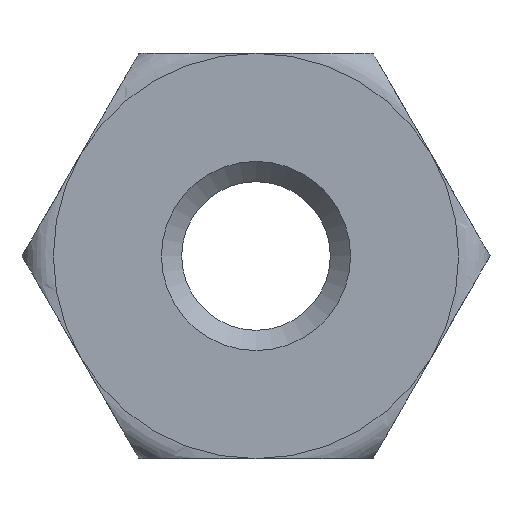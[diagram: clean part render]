
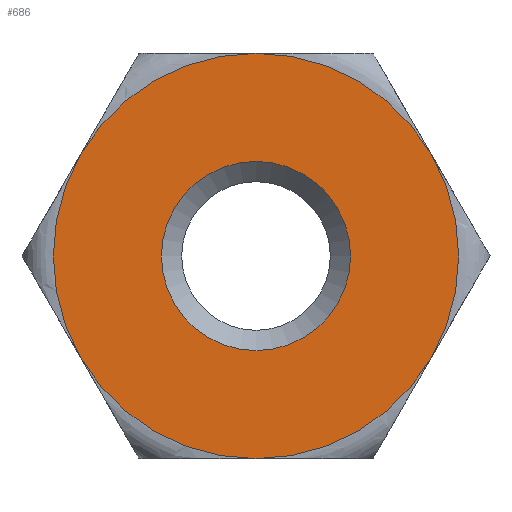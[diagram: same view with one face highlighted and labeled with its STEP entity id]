
A CAD part, front view. The second image highlights one B-rep face of the part: STEP entity #686.
In plain terms, the highlighted planar face has unit normal (0, -1, 0).
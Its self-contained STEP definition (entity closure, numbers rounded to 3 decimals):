
#3 = EDGE_CURVE ( 'NONE', #776, #249, #554, .T. ) ;
#29 = CARTESIAN_POINT ( 'NONE',  ( 0., -0.6, 0. ) ) ;
#32 = ORIENTED_EDGE ( 'NONE', *, *, #177, .T. ) ;
#35 = CARTESIAN_POINT ( 'NONE',  ( 0., -0.6, 0. ) ) ;
#54 = CARTESIAN_POINT ( 'NONE',  ( -1.299, -0.6, 0.75 ) ) ;
#57 = AXIS2_PLACEMENT_3D ( 'NONE', #157, #221, #494 ) ;
#58 = DIRECTION ( 'NONE',  ( 0., 1., 0. ) ) ;
#74 = DIRECTION ( 'NONE',  ( 1., 0., 0. ) ) ;
#80 = DIRECTION ( 'NONE',  ( 1., 0., 0. ) ) ;
#95 = DIRECTION ( 'NONE',  ( 0., 0., 1. ) ) ;
#98 = DIRECTION ( 'NONE',  ( 0., 1., 0. ) ) ;
#100 = ORIENTED_EDGE ( 'NONE', *, *, #438, .F. ) ;
#111 = EDGE_LOOP ( 'NONE', ( #32 ) ) ;
#117 = CIRCLE ( 'NONE', #57, 1.5 ) ;
#127 = AXIS2_PLACEMENT_3D ( 'NONE', #35, #559, #823 ) ;
#139 = DIRECTION ( 'NONE',  ( 0., 1., 0. ) ) ;
#141 = DIRECTION ( 'NONE',  ( 1., 0., 0. ) ) ;
#146 = CARTESIAN_POINT ( 'NONE',  ( 0., -0.6, 0. ) ) ;
#157 = CARTESIAN_POINT ( 'NONE',  ( 0., -0.6, 0. ) ) ;
#160 = CARTESIAN_POINT ( 'NONE',  ( 0., -0.6, -1.5 ) ) ;
#165 = CARTESIAN_POINT ( 'NONE',  ( 0., -0.6, 0. ) ) ;
#177 = EDGE_CURVE ( 'NONE', #822, #822, #623, .T. ) ;
#212 = VERTEX_POINT ( 'NONE', #501 ) ;
#215 = PLANE ( 'NONE',  #127 ) ;
#217 = AXIS2_PLACEMENT_3D ( 'NONE', #165, #98, #95 ) ;
#221 = DIRECTION ( 'NONE',  ( 0., 1., 0. ) ) ;
#227 = CARTESIAN_POINT ( 'NONE',  ( 0., -0.6, 0.7 ) ) ;
#235 = ORIENTED_EDGE ( 'NONE', *, *, #732, .F. ) ;
#238 = AXIS2_PLACEMENT_3D ( 'NONE', #802, #795, #80 ) ;
#249 = VERTEX_POINT ( 'NONE', #750 ) ;
#257 = VERTEX_POINT ( 'NONE', #54 ) ;
#276 = ORIENTED_EDGE ( 'NONE', *, *, #536, .F. ) ;
#312 = ORIENTED_EDGE ( 'NONE', *, *, #3, .F. ) ;
#326 = CARTESIAN_POINT ( 'NONE',  ( 0., -0.6, 0. ) ) ;
#384 = EDGE_CURVE ( 'NONE', #711, #257, #773, .T. ) ;
#414 = DIRECTION ( 'NONE',  ( 0., 1., 0. ) ) ;
#420 = CIRCLE ( 'NONE', #816, 1.5 ) ;
#432 = FACE_BOUND ( 'NONE', #111, .T. ) ;
#438 = EDGE_CURVE ( 'NONE', #212, #801, #607, .T. ) ;
#457 = EDGE_CURVE ( 'NONE', #249, #212, #571, .T. ) ;
#476 = DIRECTION ( 'NONE',  ( 0., 1., 0. ) ) ;
#487 = AXIS2_PLACEMENT_3D ( 'NONE', #524, #58, #74 ) ;
#494 = DIRECTION ( 'NONE',  ( -1., 0., 0. ) ) ;
#501 = CARTESIAN_POINT ( 'NONE',  ( 1.299, -0.6, -0.75 ) ) ;
#507 = CARTESIAN_POINT ( 'NONE',  ( 0., -0.6, 1.5 ) ) ;
#513 = ORIENTED_EDGE ( 'NONE', *, *, #457, .F. ) ;
#524 = CARTESIAN_POINT ( 'NONE',  ( 0., -0.6, 0. ) ) ;
#532 = DIRECTION ( 'NONE',  ( 1., 0., 0. ) ) ;
#536 = EDGE_CURVE ( 'NONE', #801, #711, #420, .T. ) ;
#554 = CIRCLE ( 'NONE', #570, 1.5 ) ;
#555 = CARTESIAN_POINT ( 'NONE',  ( -1.299, -0.6, -0.75 ) ) ;
#559 = DIRECTION ( 'NONE',  ( 0., 1., 0. ) ) ;
#570 = AXIS2_PLACEMENT_3D ( 'NONE', #146, #414, #532 ) ;
#571 = CIRCLE ( 'NONE', #238, 1.5 ) ;
#607 = CIRCLE ( 'NONE', #692, 1.5 ) ;
#623 = CIRCLE ( 'NONE', #217, 0.7 ) ;
#665 = DIRECTION ( 'NONE',  ( 1., 0., 0. ) ) ;
#686 = ADVANCED_FACE ( 'NONE', ( #432, #687 ), #215, .F. ) ;
#687 = FACE_OUTER_BOUND ( 'NONE', #721, .T. ) ;
#692 = AXIS2_PLACEMENT_3D ( 'NONE', #29, #139, #665 ) ;
#711 = VERTEX_POINT ( 'NONE', #555 ) ;
#721 = EDGE_LOOP ( 'NONE', ( #100, #513, #312, #235, #729, #276 ) ) ;
#729 = ORIENTED_EDGE ( 'NONE', *, *, #384, .F. ) ;
#732 = EDGE_CURVE ( 'NONE', #257, #776, #117, .T. ) ;
#750 = CARTESIAN_POINT ( 'NONE',  ( 1.299, -0.6, 0.75 ) ) ;
#773 = CIRCLE ( 'NONE', #487, 1.5 ) ;
#776 = VERTEX_POINT ( 'NONE', #507 ) ;
#795 = DIRECTION ( 'NONE',  ( 0., 1., 0. ) ) ;
#801 = VERTEX_POINT ( 'NONE', #160 ) ;
#802 = CARTESIAN_POINT ( 'NONE',  ( 0., -0.6, 0. ) ) ;
#816 = AXIS2_PLACEMENT_3D ( 'NONE', #326, #476, #141 ) ;
#822 = VERTEX_POINT ( 'NONE', #227 ) ;
#823 = DIRECTION ( 'NONE',  ( 0., 0., 1. ) ) ;
